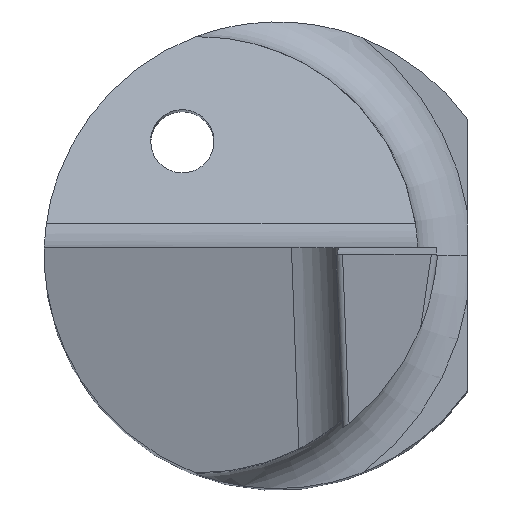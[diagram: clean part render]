
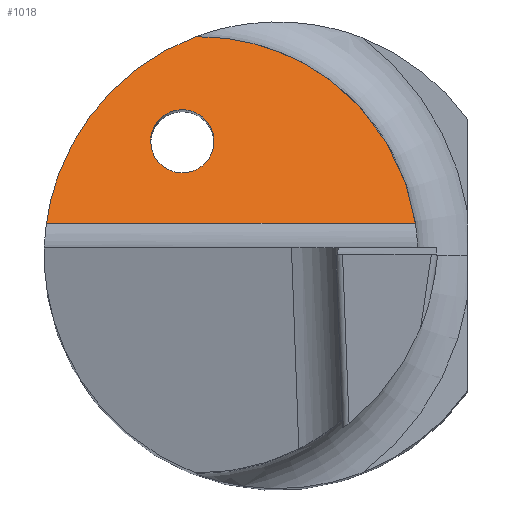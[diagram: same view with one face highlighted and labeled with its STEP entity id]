
A CAD part, top view. The second image highlights one B-rep face of the part: STEP entity #1018.
In plain terms, the highlighted planar face has unit normal (0, 0.766, 0.643).
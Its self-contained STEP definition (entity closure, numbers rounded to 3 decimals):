
#27 =( BOUNDED_CURVE ( )  B_SPLINE_CURVE ( 3, ( #1065, #236, #826, #729 ),
 .UNSPECIFIED., .F., .T. ) 
 B_SPLINE_CURVE_WITH_KNOTS ( ( 4, 4 ),
 ( 1.571, 4.712 ),
 .UNSPECIFIED. ) 
 CURVE ( )  GEOMETRIC_REPRESENTATION_ITEM ( )  RATIONAL_B_SPLINE_CURVE ( ( 1., 0.333, 0.333, 1. ) ) 
 REPRESENTATION_ITEM ( '' )  );
#39 = CARTESIAN_POINT ( 'NONE',  ( -3.468, 0.474, 19.338 ) ) ;
#44 = FACE_BOUND ( 'NONE', #559, .T. ) ;
#54 = AXIS2_PLACEMENT_3D ( 'NONE', #815, #381, #1063 ) ;
#71 = ORIENTED_EDGE ( 'NONE', *, *, #617, .F. ) ;
#118 = VECTOR ( 'NONE', #958, 1000. ) ;
#121 = CARTESIAN_POINT ( 'NONE',  ( -0.955, 1.704, 17.872 ) ) ;
#129 = CARTESIAN_POINT ( 'NONE',  ( -2.468, 2.809, 16.555 ) ) ;
#182 = LINE ( 'NONE', #785, #118 ) ;
#208 = CARTESIAN_POINT ( 'NONE',  ( 2.065, 0.474, 19.338 ) ) ;
#236 = CARTESIAN_POINT ( 'NONE',  ( -1.905, 0.754, 19.004 ) ) ;
#293 = EDGE_CURVE ( 'NONE', #411, #911, #791, .T. ) ;
#316 = CARTESIAN_POINT ( 'NONE',  ( -3.289, 1.779, 17.783 ) ) ;
#380 = CARTESIAN_POINT ( 'NONE',  ( -3.468, 0.474, 19.338 ) ) ;
#381 = DIRECTION ( 'NONE',  ( 0., 0.766, 0.643 ) ) ;
#390 = CARTESIAN_POINT ( 'NONE',  ( -1.905, 1.704, 17.872 ) ) ;
#398 = ORIENTED_EDGE ( 'NONE', *, *, #514, .F. ) ;
#411 = VERTEX_POINT ( 'NONE', #208 ) ;
#464 = EDGE_CURVE ( 'NONE', #748, #1011, #669, .T. ) ;
#465 = VERTEX_POINT ( 'NONE', #380 ) ;
#473 = PLANE ( 'NONE',  #54 ) ;
#514 = EDGE_CURVE ( 'NONE', #411, #465, #182, .T. ) ;
#515 = CARTESIAN_POINT ( 'NONE',  ( 2.065, 0.474, 19.338 ) ) ;
#559 = EDGE_LOOP ( 'NONE', ( #71, #575 ) ) ;
#575 = ORIENTED_EDGE ( 'NONE', *, *, #464, .F. ) ;
#615 = CARTESIAN_POINT ( 'NONE',  ( -1.236, 3.274, 16.001 ) ) ;
#617 = EDGE_CURVE ( 'NONE', #1011, #748, #27, .T. ) ;
#620 = CARTESIAN_POINT ( 'NONE',  ( -0.955, 2.654, 16.74 ) ) ;
#669 =( BOUNDED_CURVE ( )  B_SPLINE_CURVE ( 3, ( #121, #620, #1042, #871 ),
 .UNSPECIFIED., .F., .F. ) 
 B_SPLINE_CURVE_WITH_KNOTS ( ( 4, 4 ),
 ( 4.712, 7.854 ),
 .UNSPECIFIED. ) 
 CURVE ( )  GEOMETRIC_REPRESENTATION_ITEM ( )  RATIONAL_B_SPLINE_CURVE ( ( 1., 0.333, 0.333, 1. ) ) 
 REPRESENTATION_ITEM ( '' )  );
#694 = EDGE_LOOP ( 'NONE', ( #1000, #398, #893 ) ) ;
#729 = CARTESIAN_POINT ( 'NONE',  ( -0.955, 1.704, 17.872 ) ) ;
#733 = CARTESIAN_POINT ( 'NONE',  ( -1.236, 3.274, 16.001 ) ) ;
#748 = VERTEX_POINT ( 'NONE', #852 ) ;
#785 = CARTESIAN_POINT ( 'NONE',  ( 5., 0.474, 19.338 ) ) ;
#791 =( BOUNDED_CURVE ( )  B_SPLINE_CURVE ( 3, ( #515, #920, #1091, #1002 ),
 .UNSPECIFIED., .F., .F. ) 
 B_SPLINE_CURVE_WITH_KNOTS ( ( 4, 4 ),
 ( 4.858, 6.302 ),
 .UNSPECIFIED. ) 
 CURVE ( )  GEOMETRIC_REPRESENTATION_ITEM ( )  RATIONAL_B_SPLINE_CURVE ( ( 1., 0.834, 0.834, 1. ) ) 
 REPRESENTATION_ITEM ( '' )  );
#815 = CARTESIAN_POINT ( 'NONE',  ( 5., 0.474, 19.338 ) ) ;
#826 = CARTESIAN_POINT ( 'NONE',  ( -0.955, 0.754, 19.004 ) ) ;
#852 = CARTESIAN_POINT ( 'NONE',  ( -0.955, 1.704, 17.872 ) ) ;
#871 = CARTESIAN_POINT ( 'NONE',  ( -1.905, 1.704, 17.872 ) ) ;
#891 = FACE_OUTER_BOUND ( 'NONE', #694, .T. ) ;
#893 = ORIENTED_EDGE ( 'NONE', *, *, #293, .T. ) ;
#911 = VERTEX_POINT ( 'NONE', #615 ) ;
#920 = CARTESIAN_POINT ( 'NONE',  ( 1.815, 2.187, 17.296 ) ) ;
#958 = DIRECTION ( 'NONE',  ( -1., 0., 0. ) ) ;
#1000 = ORIENTED_EDGE ( 'NONE', *, *, #1022, .T. ) ;
#1002 = CARTESIAN_POINT ( 'NONE',  ( -1.236, 3.274, 16.001 ) ) ;
#1011 = VERTEX_POINT ( 'NONE', #390 ) ;
#1018 = ADVANCED_FACE ( 'NONE', ( #44, #891 ), #473, .T. ) ;
#1022 = EDGE_CURVE ( 'NONE', #911, #465, #1053, .T. ) ;
#1042 = CARTESIAN_POINT ( 'NONE',  ( -1.905, 2.654, 16.74 ) ) ;
#1053 =( BOUNDED_CURVE ( )  B_SPLINE_CURVE ( 3, ( #733, #129, #316, #39 ),
 .UNSPECIFIED., .F., .T. ) 
 B_SPLINE_CURVE_WITH_KNOTS ( ( 4, 4 ),
 ( 0.361, 1.435 ),
 .UNSPECIFIED. ) 
 CURVE ( )  GEOMETRIC_REPRESENTATION_ITEM ( )  RATIONAL_B_SPLINE_CURVE ( ( 1., 0.906, 0.906, 1. ) ) 
 REPRESENTATION_ITEM ( '' )  );
#1063 = DIRECTION ( 'NONE',  ( 0., -0.643, 0.766 ) ) ;
#1065 = CARTESIAN_POINT ( 'NONE',  ( -1.905, 1.704, 17.872 ) ) ;
#1091 = CARTESIAN_POINT ( 'NONE',  ( 0.495, 3.307, 15.962 ) ) ;
